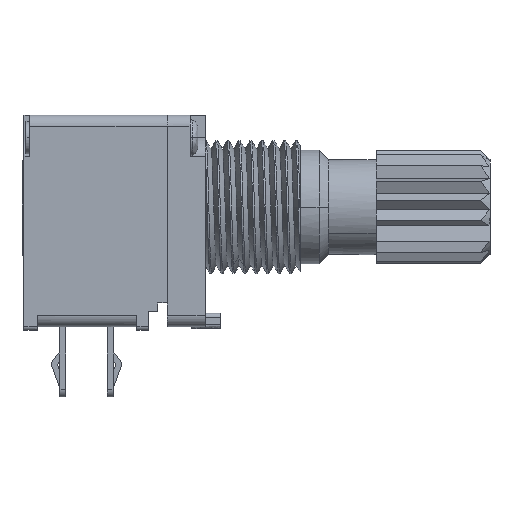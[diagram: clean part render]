
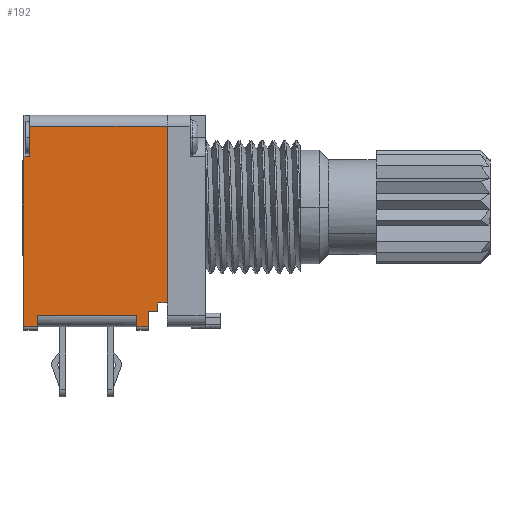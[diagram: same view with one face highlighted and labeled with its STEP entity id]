
A CAD part, left-side view. The second image highlights one B-rep face of the part: STEP entity #192.
In plain terms, the highlighted planar face has unit normal (-1, 0, 0).
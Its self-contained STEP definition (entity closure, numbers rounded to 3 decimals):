
#192=ADVANCED_FACE('',(#407),#3649,.T.);
#407=FACE_OUTER_BOUND('',#622,.T.);
#622=EDGE_LOOP('',(#1027,#1028,#1029,#1030,#1031,#1032,#1033,#1034,#1035,
#1036,#1037,#1038,#1039,#1040));
#1027=ORIENTED_EDGE('',*,*,#2080,.T.);
#1028=ORIENTED_EDGE('',*,*,#2204,.T.);
#1029=ORIENTED_EDGE('',*,*,#2073,.T.);
#1030=ORIENTED_EDGE('',*,*,#2077,.T.);
#1031=ORIENTED_EDGE('',*,*,#2070,.F.);
#1032=ORIENTED_EDGE('',*,*,#2079,.F.);
#1033=ORIENTED_EDGE('',*,*,#2069,.F.);
#1034=ORIENTED_EDGE('',*,*,#2203,.F.);
#1035=ORIENTED_EDGE('',*,*,#2072,.F.);
#1036=ORIENTED_EDGE('',*,*,#2078,.F.);
#1037=ORIENTED_EDGE('',*,*,#2071,.T.);
#1038=ORIENTED_EDGE('',*,*,#2076,.T.);
#1039=ORIENTED_EDGE('',*,*,#2075,.T.);
#1040=ORIENTED_EDGE('',*,*,#2074,.T.);
#2069=EDGE_CURVE('',#3228,#3227,#2785,.T.);
#2070=EDGE_CURVE('',#3230,#3229,#2786,.T.);
#2071=EDGE_CURVE('',#3231,#3232,#2787,.T.);
#2072=EDGE_CURVE('',#3234,#3233,#2788,.T.);
#2073=EDGE_CURVE('',#3235,#3236,#2789,.T.);
#2074=EDGE_CURVE('',#3238,#3237,#2790,.T.);
#2075=EDGE_CURVE('',#3239,#3238,#2791,.T.);
#2076=EDGE_CURVE('',#3232,#3239,#2792,.T.);
#2077=EDGE_CURVE('',#3236,#3229,#2793,.T.);
#2078=EDGE_CURVE('',#3231,#3234,#2794,.T.);
#2079=EDGE_CURVE('',#3227,#3230,#2795,.T.);
#2080=EDGE_CURVE('',#3237,#3240,#2796,.T.);
#2203=EDGE_CURVE('',#3233,#3228,#2885,.T.);
#2204=EDGE_CURVE('',#3240,#3235,#2886,.T.);
#2785=B_SPLINE_CURVE_WITH_KNOTS('',1,(#5038,#5039),.UNSPECIFIED.,.F.,.F.,
(2,2),(-0.6,0.),.UNSPECIFIED.);
#2786=B_SPLINE_CURVE_WITH_KNOTS('',1,(#5040,#5041),.UNSPECIFIED.,.F.,.F.,
(2,2),(-8.95,0.),.UNSPECIFIED.);
#2787=B_SPLINE_CURVE_WITH_KNOTS('',1,(#5042,#5043),.UNSPECIFIED.,.F.,.F.,
(2,2),(0.,0.8),.UNSPECIFIED.);
#2788=B_SPLINE_CURVE_WITH_KNOTS('',1,(#5044,#5045),.UNSPECIFIED.,.F.,.F.,
(2,2),(0.,0.6),.UNSPECIFIED.);
#2789=B_SPLINE_CURVE_WITH_KNOTS('',1,(#5046,#5047),.UNSPECIFIED.,.F.,.F.,
(2,2),(-1.6,0.),.UNSPECIFIED.);
#2790=B_SPLINE_CURVE_WITH_KNOTS('',1,(#5048,#5049),.UNSPECIFIED.,.F.,.F.,
(2,2),(-0.5,0.),.UNSPECIFIED.);
#2791=B_SPLINE_CURVE_WITH_KNOTS('',1,(#5050,#5051),.UNSPECIFIED.,.F.,.F.,
(2,2),(-0.45,0.),.UNSPECIFIED.);
#2792=B_SPLINE_CURVE_WITH_KNOTS('',1,(#5052,#5053),.UNSPECIFIED.,.F.,.F.,
(2,2),(-0.5,0.),.UNSPECIFIED.);
#2793=B_SPLINE_CURVE_WITH_KNOTS('',1,(#5054,#5055),.UNSPECIFIED.,.F.,.F.,
(2,2),(0.,0.3),.UNSPECIFIED.);
#2794=B_SPLINE_CURVE_WITH_KNOTS('',1,(#5056,#5057),.UNSPECIFIED.,.F.,.F.,
(2,2),(-0.6,0.),.UNSPECIFIED.);
#2795=B_SPLINE_CURVE_WITH_KNOTS('',1,(#5058,#5059),.UNSPECIFIED.,.F.,.F.,
(2,2),(-0.7,0.),.UNSPECIFIED.);
#2796=B_SPLINE_CURVE_WITH_KNOTS('',1,(#5060,#5061),.UNSPECIFIED.,.F.,.F.,
(2,2),(-9.3,0.),.UNSPECIFIED.);
#2885=B_SPLINE_CURVE_WITH_KNOTS('',1,(#5358,#5359,#5360),.UNSPECIFIED.,.F.,
 .F.,(2,1,2),(-2.75,0.,2.5),.UNSPECIFIED.);
#2886=B_SPLINE_CURVE_WITH_KNOTS('',1,(#5361,#5362,#5363),.UNSPECIFIED.,.F.,
 .F.,(2,1,2),(1.2,5.95,8.45),.UNSPECIFIED.);
#3227=VERTEX_POINT('',#4914);
#3228=VERTEX_POINT('',#4915);
#3229=VERTEX_POINT('',#4916);
#3230=VERTEX_POINT('',#4917);
#3231=VERTEX_POINT('',#4918);
#3232=VERTEX_POINT('',#4919);
#3233=VERTEX_POINT('',#4920);
#3234=VERTEX_POINT('',#4921);
#3235=VERTEX_POINT('',#4922);
#3236=VERTEX_POINT('',#4923);
#3237=VERTEX_POINT('',#4924);
#3238=VERTEX_POINT('',#4925);
#3239=VERTEX_POINT('',#4926);
#3240=VERTEX_POINT('',#4927);
#3649=PLANE('',#3800);
#3800=AXIS2_PLACEMENT_3D('',#4545,#3935,$);
#3935=DIRECTION('',(-1.,0.,0.));
#4545=CARTESIAN_POINT('',(-4.8,10.541,11.841));
#4914=CARTESIAN_POINT('',(-4.8,8.85,0.2));
#4915=CARTESIAN_POINT('',(-4.8,8.85,0.8));
#4916=CARTESIAN_POINT('',(-4.8,9.55,9.15));
#4917=CARTESIAN_POINT('',(-4.8,9.55,0.2));
#4918=CARTESIAN_POINT('',(-4.8,3.,0.2));
#4919=CARTESIAN_POINT('',(-4.8,3.,1.));
#4920=CARTESIAN_POINT('',(-4.8,3.6,0.8));
#4921=CARTESIAN_POINT('',(-4.8,3.6,0.2));
#4922=CARTESIAN_POINT('',(-4.8,9.25,10.75));
#4923=CARTESIAN_POINT('',(-4.8,9.25,9.15));
#4924=CARTESIAN_POINT('',(-4.8,2.,1.45));
#4925=CARTESIAN_POINT('',(-4.8,2.5,1.45));
#4926=CARTESIAN_POINT('',(-4.8,2.5,1.));
#4927=CARTESIAN_POINT('',(-4.8,2.,10.75));
#5038=CARTESIAN_POINT('',(-4.8,8.85,0.8));
#5039=CARTESIAN_POINT('',(-4.8,8.85,0.2));
#5040=CARTESIAN_POINT('',(-4.8,9.55,0.2));
#5041=CARTESIAN_POINT('',(-4.8,9.55,9.15));
#5042=CARTESIAN_POINT('',(-4.8,3.,0.2));
#5043=CARTESIAN_POINT('',(-4.8,3.,1.));
#5044=CARTESIAN_POINT('',(-4.8,3.6,0.2));
#5045=CARTESIAN_POINT('',(-4.8,3.6,0.8));
#5046=CARTESIAN_POINT('',(-4.8,9.25,10.75));
#5047=CARTESIAN_POINT('',(-4.8,9.25,9.15));
#5048=CARTESIAN_POINT('',(-4.8,2.5,1.45));
#5049=CARTESIAN_POINT('',(-4.8,2.,1.45));
#5050=CARTESIAN_POINT('',(-4.8,2.5,1.));
#5051=CARTESIAN_POINT('',(-4.8,2.5,1.45));
#5052=CARTESIAN_POINT('',(-4.8,3.,1.));
#5053=CARTESIAN_POINT('',(-4.8,2.5,1.));
#5054=CARTESIAN_POINT('',(-4.8,9.25,9.15));
#5055=CARTESIAN_POINT('',(-4.8,9.55,9.15));
#5056=CARTESIAN_POINT('',(-4.8,3.,0.2));
#5057=CARTESIAN_POINT('',(-4.8,3.6,0.2));
#5058=CARTESIAN_POINT('',(-4.8,8.85,0.2));
#5059=CARTESIAN_POINT('',(-4.8,9.55,0.2));
#5060=CARTESIAN_POINT('',(-4.8,2.,1.45));
#5061=CARTESIAN_POINT('',(-4.8,2.,10.75));
#5358=CARTESIAN_POINT('',(-4.8,3.6,0.8));
#5359=CARTESIAN_POINT('',(-4.8,6.35,0.8));
#5360=CARTESIAN_POINT('',(-4.8,8.85,0.8));
#5361=CARTESIAN_POINT('',(-4.8,2.,10.75));
#5362=CARTESIAN_POINT('',(-4.8,6.75,10.75));
#5363=CARTESIAN_POINT('',(-4.8,9.25,10.75));
